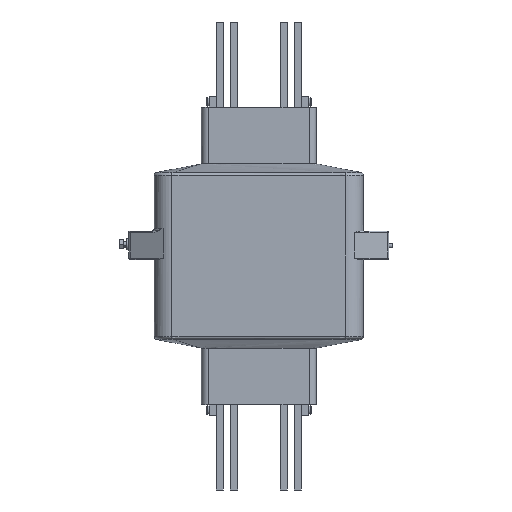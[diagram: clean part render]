
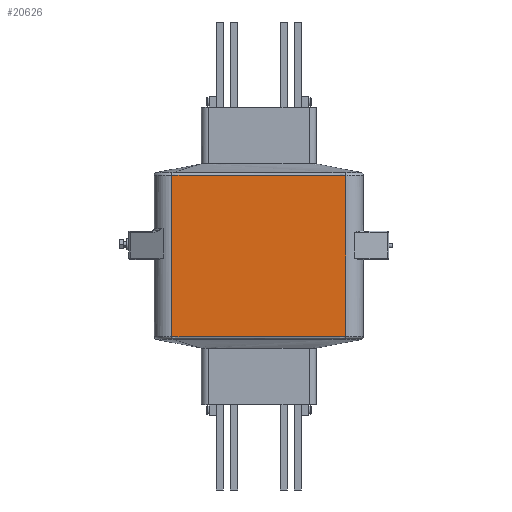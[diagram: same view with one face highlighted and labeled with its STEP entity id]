
A CAD part, left-side view. The second image highlights one B-rep face of the part: STEP entity #20626.
In plain terms, the highlighted planar face has unit normal (-1, 0, 0).
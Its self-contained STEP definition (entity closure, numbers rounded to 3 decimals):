
#115 = VECTOR ( 'NONE', #24131, 1000. ) ;
#271 = CARTESIAN_POINT ( 'NONE',  ( -147.5, 96.979, -243.649 ) ) ;
#384 = EDGE_CURVE ( 'NONE', #29190, #28514, #18120, .T. ) ;
#545 = CARTESIAN_POINT ( 'NONE',  ( -147.5, -109.743, -16.294 ) ) ;
#690 = CARTESIAN_POINT ( 'NONE',  ( -147.5, -112.295, -16.294 ) ) ;
#843 = CARTESIAN_POINT ( 'NONE',  ( -147.5, 117.396, -16.37 ) ) ;
#987 = CARTESIAN_POINT ( 'NONE',  ( -147.5, -40.836, -16.311 ) ) ;
#1940 = AXIS2_PLACEMENT_3D ( 'NONE', #27447, #25618, #2133 ) ;
#2095 = CARTESIAN_POINT ( 'NONE',  ( -147.5, 40.832, -243.671 ) ) ;
#2133 = DIRECTION ( 'NONE',  ( 0., 0., -1. ) ) ;
#2210 = B_SPLINE_CURVE_WITH_KNOTS ( 'NONE', 3,
 ( #18385, #15811, #2561, #29662, #20898, #18082, #20756, #16274, #271, #13579, #27864, #2095, #13425, #15659, #11316, #11469, #27566, #22569, #25290, #6944, #18230, #6791, #20469, #9065, #15964, #25139, #18529, #13723, #22881, #9217 ),
 .UNSPECIFIED., .F., .F.,
 ( 4, 2, 2, 2, 2, 2, 2, 2, 2, 2, 2, 2, 2, 2, 4 ),
 ( 0., 0.004, 0.008, 0.015, 0.031, 0.061, 0.123, 0.184, 0.214, 0.23, 0.234, 0.235, 0.237, 0.241, 0.245 ),
 .UNSPECIFIED. ) ;
#2561 = CARTESIAN_POINT ( 'NONE',  ( -147.5, 119.948, -243.625 ) ) ;
#3123 = CARTESIAN_POINT ( 'NONE',  ( -147.5, 20.415, -16.324 ) ) ;
#3276 = CARTESIAN_POINT ( 'NONE',  ( -147.5, -122.5, -16.482 ) ) ;
#3913 = VERTEX_POINT ( 'NONE', #11281 ) ;
#5253 = CARTESIAN_POINT ( 'NONE',  ( -147.5, 81.666, -16.343 ) ) ;
#5396 = CARTESIAN_POINT ( 'NONE',  ( -147.5, -96.982, -16.297 ) ) ;
#5681 = CARTESIAN_POINT ( 'NONE',  ( -147.5, -122.5, -247. ) ) ;
#5927 = VECTOR ( 'NONE', #19235, 1000. ) ;
#6791 = CARTESIAN_POINT ( 'NONE',  ( -147.5, -111.657, -243.706 ) ) ;
#6944 = CARTESIAN_POINT ( 'NONE',  ( -147.5, -108.467, -243.705 ) ) ;
#7508 = CARTESIAN_POINT ( 'NONE',  ( -147.5, 71.458, -16.34 ) ) ;
#7800 = CARTESIAN_POINT ( 'NONE',  ( -147.5, -121.225, -16.443 ) ) ;
#7933 = EDGE_CURVE ( 'NONE', #3913, #28514, #19499, .T. ) ;
#9065 = CARTESIAN_POINT ( 'NONE',  ( -147.5, -113.571, -243.706 ) ) ;
#9217 = CARTESIAN_POINT ( 'NONE',  ( -147.5, -122.5, -243.518 ) ) ;
#9407 = PLANE ( 'NONE',  #1940 ) ;
#9575 = ORIENTED_EDGE ( 'NONE', *, *, #16223, .T. ) ;
#9779 = CARTESIAN_POINT ( 'NONE',  ( -147.5, -71.461, -16.304 ) ) ;
#11281 = CARTESIAN_POINT ( 'NONE',  ( -147.5, 122.5, -243.6 ) ) ;
#11316 = CARTESIAN_POINT ( 'NONE',  ( -147.5, -40.836, -243.689 ) ) ;
#11469 = CARTESIAN_POINT ( 'NONE',  ( -147.5, -71.461, -243.696 ) ) ;
#12317 = CARTESIAN_POINT ( 'NONE',  ( -147.5, 121.224, -16.375 ) ) ;
#13413 = ORIENTED_EDGE ( 'NONE', *, *, #23239, .T. ) ;
#13425 = CARTESIAN_POINT ( 'NONE',  ( -147.5, 20.415, -243.676 ) ) ;
#13579 = CARTESIAN_POINT ( 'NONE',  ( -147.5, 81.666, -243.657 ) ) ;
#13614 = FACE_OUTER_BOUND ( 'NONE', #14940, .T. ) ;
#13723 = CARTESIAN_POINT ( 'NONE',  ( -147.5, -119.949, -243.592 ) ) ;
#14296 = CARTESIAN_POINT ( 'NONE',  ( -147.5, -111.657, -16.294 ) ) ;
#14442 = CARTESIAN_POINT ( 'NONE',  ( -147.5, 112.292, -16.363 ) ) ;
#14586 = CARTESIAN_POINT ( 'NONE',  ( -147.5, -81.67, -16.301 ) ) ;
#14871 = CARTESIAN_POINT ( 'NONE',  ( -147.5, -116.123, -16.321 ) ) ;
#14940 = EDGE_LOOP ( 'NONE', ( #13413, #22826, #18914, #9575 ) ) ;
#14977 = CARTESIAN_POINT ( 'NONE',  ( -147.5, 122.5, -247. ) ) ;
#15659 = CARTESIAN_POINT ( 'NONE',  ( -147.5, -20.419, -243.685 ) ) ;
#15811 = CARTESIAN_POINT ( 'NONE',  ( -147.5, 121.224, -243.625 ) ) ;
#15868 = CARTESIAN_POINT ( 'NONE',  ( -147.5, -122.5, -16.482 ) ) ;
#15964 = CARTESIAN_POINT ( 'NONE',  ( -147.5, -114.209, -243.702 ) ) ;
#16223 = EDGE_CURVE ( 'NONE', #3913, #29321, #2210, .T. ) ;
#16274 = CARTESIAN_POINT ( 'NONE',  ( -147.5, 102.083, -243.646 ) ) ;
#16540 = CARTESIAN_POINT ( 'NONE',  ( -147.5, -114.209, -16.298 ) ) ;
#16678 = CARTESIAN_POINT ( 'NONE',  ( -147.5, 96.979, -16.351 ) ) ;
#16824 = CARTESIAN_POINT ( 'NONE',  ( -147.5, -108.467, -16.295 ) ) ;
#18082 = CARTESIAN_POINT ( 'NONE',  ( -147.5, 112.292, -243.637 ) ) ;
#18120 = B_SPLINE_CURVE_WITH_KNOTS ( 'NONE', 3,
 ( #3276, #7800, #19390, #26301, #14871, #16540, #21616, #690, #14296, #545, #16824, #26007, #5396, #14586, #9779, #987, #23722, #3123, #28120, #7508, #5253, #16678, #28410, #25854, #14442, #23588, #843, #19104, #12317, #21466 ),
 .UNSPECIFIED., .F., .F.,
 ( 4, 2, 2, 2, 2, 2, 2, 2, 2, 2, 2, 2, 2, 2, 4 ),
 ( 0., 0.004, 0.008, 0.01, 0.011, 0.015, 0.031, 0.061, 0.122, 0.184, 0.214, 0.23, 0.237, 0.241, 0.245 ),
 .UNSPECIFIED. ) ;
#18230 = CARTESIAN_POINT ( 'NONE',  ( -147.5, -109.743, -243.706 ) ) ;
#18385 = CARTESIAN_POINT ( 'NONE',  ( -147.5, 122.5, -243.6 ) ) ;
#18529 = CARTESIAN_POINT ( 'NONE',  ( -147.5, -117.398, -243.653 ) ) ;
#18736 = CARTESIAN_POINT ( 'NONE',  ( -147.5, -122.5, -243.518 ) ) ;
#18914 = ORIENTED_EDGE ( 'NONE', *, *, #7933, .F. ) ;
#19104 = CARTESIAN_POINT ( 'NONE',  ( -147.5, 119.948, -16.375 ) ) ;
#19235 = DIRECTION ( 'NONE',  ( 0., 0., 1. ) ) ;
#19390 = CARTESIAN_POINT ( 'NONE',  ( -147.5, -119.949, -16.408 ) ) ;
#19499 = LINE ( 'NONE', #14977, #115 ) ;
#20469 = CARTESIAN_POINT ( 'NONE',  ( -147.5, -112.295, -243.706 ) ) ;
#20626 = ADVANCED_FACE ( 'NONE', ( #13614 ), #9407, .F. ) ;
#20756 = CARTESIAN_POINT ( 'NONE',  ( -147.5, 109.739, -243.639 ) ) ;
#20898 = CARTESIAN_POINT ( 'NONE',  ( -147.5, 116.12, -243.632 ) ) ;
#21466 = CARTESIAN_POINT ( 'NONE',  ( -147.5, 122.5, -16.4 ) ) ;
#21616 = CARTESIAN_POINT ( 'NONE',  ( -147.5, -113.571, -16.294 ) ) ;
#22569 = CARTESIAN_POINT ( 'NONE',  ( -147.5, -96.982, -243.703 ) ) ;
#22826 = ORIENTED_EDGE ( 'NONE', *, *, #384, .T. ) ;
#22881 = CARTESIAN_POINT ( 'NONE',  ( -147.5, -121.225, -243.557 ) ) ;
#23239 = EDGE_CURVE ( 'NONE', #29321, #29190, #26287, .T. ) ;
#23588 = CARTESIAN_POINT ( 'NONE',  ( -147.5, 116.12, -16.368 ) ) ;
#23722 = CARTESIAN_POINT ( 'NONE',  ( -147.5, -20.419, -16.315 ) ) ;
#24131 = DIRECTION ( 'NONE',  ( 0., 0., 1. ) ) ;
#24630 = CARTESIAN_POINT ( 'NONE',  ( -147.5, 122.5, -16.4 ) ) ;
#25139 = CARTESIAN_POINT ( 'NONE',  ( -147.5, -116.123, -243.679 ) ) ;
#25290 = CARTESIAN_POINT ( 'NONE',  ( -147.5, -102.087, -243.704 ) ) ;
#25618 = DIRECTION ( 'NONE',  ( 1., 0., 0. ) ) ;
#25854 = CARTESIAN_POINT ( 'NONE',  ( -147.5, 109.739, -16.361 ) ) ;
#26007 = CARTESIAN_POINT ( 'NONE',  ( -147.5, -102.087, -16.296 ) ) ;
#26287 = LINE ( 'NONE', #5681, #5927 ) ;
#26301 = CARTESIAN_POINT ( 'NONE',  ( -147.5, -117.398, -16.347 ) ) ;
#27447 = CARTESIAN_POINT ( 'NONE',  ( -147.5, -122.5, -247. ) ) ;
#27566 = CARTESIAN_POINT ( 'NONE',  ( -147.5, -81.67, -243.699 ) ) ;
#27864 = CARTESIAN_POINT ( 'NONE',  ( -147.5, 71.458, -243.66 ) ) ;
#28120 = CARTESIAN_POINT ( 'NONE',  ( -147.5, 40.832, -16.329 ) ) ;
#28410 = CARTESIAN_POINT ( 'NONE',  ( -147.5, 102.083, -16.354 ) ) ;
#28514 = VERTEX_POINT ( 'NONE', #24630 ) ;
#29190 = VERTEX_POINT ( 'NONE', #15868 ) ;
#29321 = VERTEX_POINT ( 'NONE', #18736 ) ;
#29662 = CARTESIAN_POINT ( 'NONE',  ( -147.5, 117.396, -243.63 ) ) ;
